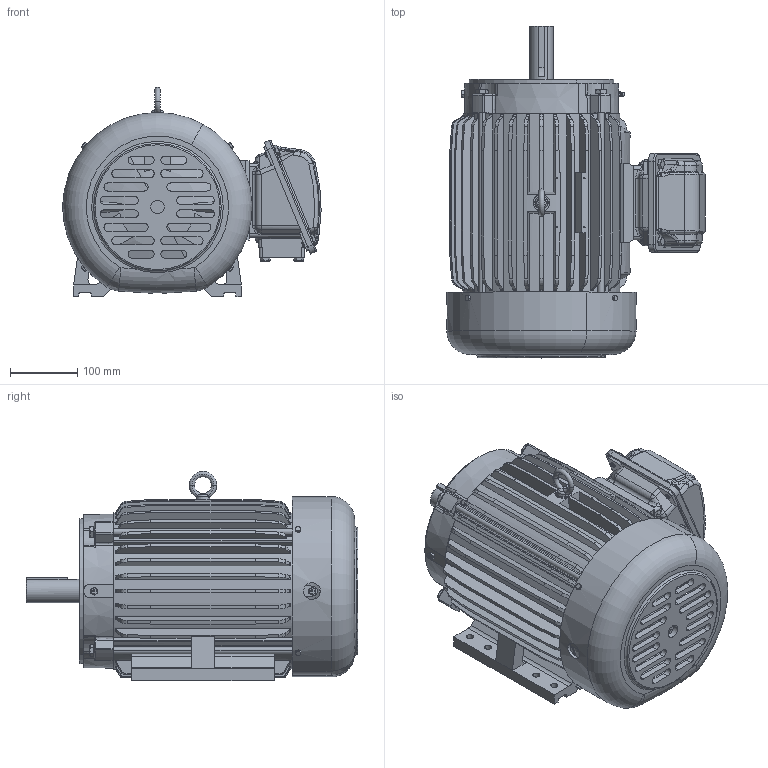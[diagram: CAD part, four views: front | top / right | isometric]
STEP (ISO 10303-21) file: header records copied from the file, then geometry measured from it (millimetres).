
FILE_DESCRIPTION(('CATIA V5 STEP Exchange'),'2;1');
FILE_NAME('AEHH8N 215TC.stp','2017-01-06T06:45:29+00:00',('none'),('none'),'CATIA Version 5 Release 19 SP 9 (IN-10)','CATIA V5 STEP AP203','none');
FILE_SCHEMA(('CONFIG_CONTROL_DESIGN'));
Length unit declared in the file: millimetre
Products named in the file (1): AEHH8N 215TC
Bounding box: 384.99 x 494.65 x 311.9 mm (x, y, z)
Volume: 5801019.9 mm3; surface area: 1608320.3 mm2
Topology: 5 solids, 10 shells, 2175 faces, 5688 edges, 3593 vertices
Faces by surface type: plane 723, cylinder 670, torus 300, cone 244, bspline 180, sphere 50, revolution 4, extrusion 4
Entity records: 78450 total; most frequent: CARTESIAN_POINT 32122, ORIENTED_EDGE 11260, DIRECTION 6499, EDGE_CURVE 5630, VERTEX_POINT 3593, AXIS2_PLACEMENT_3D 3226, EDGE_LOOP 2393, ADVANCED_FACE 2175
